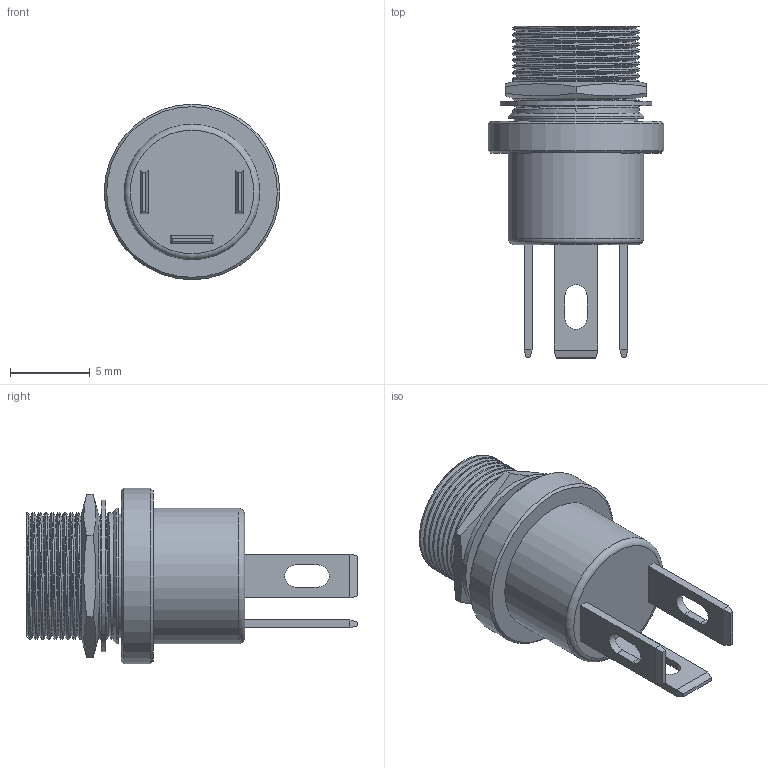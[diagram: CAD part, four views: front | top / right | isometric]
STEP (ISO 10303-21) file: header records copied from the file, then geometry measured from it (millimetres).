
FILE_DESCRIPTION(/* description */ ('STEP AP214'),/* implementation_level */ '2;1');
FILE_NAME(/* name */ 'DC connector.step',/* time_stamp */ '2025-12-16T15:16:24+01:00',/* author */ (''),/* organization */ (''),/* preprocessor_version */ 'ST-DEVELOPER v20.1',/* originating_system */ 'Autodesk Translation Framework v14.21.0.0',/* authorisation */ '');
FILE_SCHEMA (('AUTOMOTIVE_DESIGN { 1 0 10303 214 3 1 1 }'));
Length unit declared in the file: millimetre
Products named in the file (1): 721A
Bounding box: 11 x 20.8 x 11 mm (x, y, z)
Volume: 732.4 mm3; surface area: 1226.1 mm2
Topology: 6 solids, 6 shells, 106 faces, 245 edges, 157 vertices
Faces by surface type: plane 55, cylinder 42, cone 5, torus 2, bspline 2
Full cylindrical faces by diameter (mm): 2.1 x1, 7 x1, 7.508 x12, 7.732 x1, 7.938 x13, 8.5 x2, 9.5 x1, 11 x1
Entity records: 5370 total; most frequent: CARTESIAN_POINT 3054, ORIENTED_EDGE 490, DIRECTION 425, EDGE_CURVE 245, VERTEX_POINT 157, AXIS2_PLACEMENT_3D 146, LINE 133, VECTOR 133
